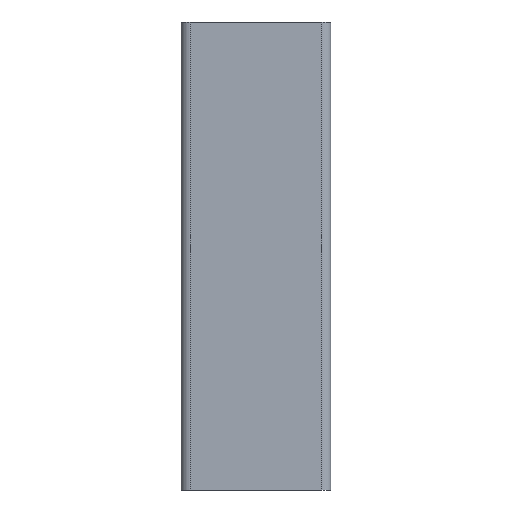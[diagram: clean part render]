
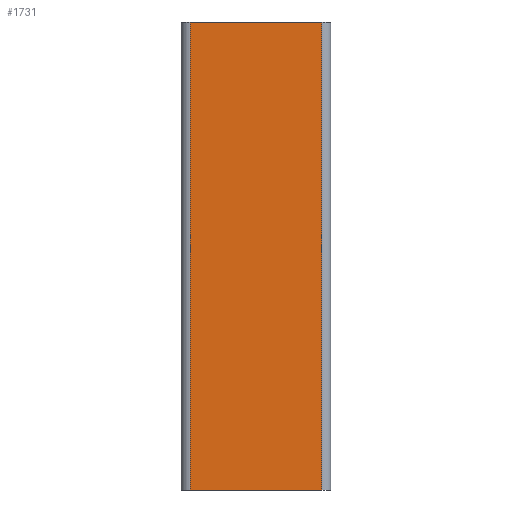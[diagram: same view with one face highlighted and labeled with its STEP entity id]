
A CAD part, left-side view. The second image highlights one B-rep face of the part: STEP entity #1731.
In plain terms, the highlighted planar face has unit normal (-1, 0, 0).
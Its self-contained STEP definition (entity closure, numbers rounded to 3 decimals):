
#1010=CARTESIAN_POINT('',(-9.5,-7.5,0.0));
#1011=VERTEX_POINT('',#1010);
#1019=CARTESIAN_POINT('',(-9.5,20.5,0.0));
#1020=VERTEX_POINT('',#1019);
#1021=CARTESIAN_POINT('',(-9.5,-7.5,0.0));
#1022=DIRECTION('',(0.0,1.0,0.0));
#1023=VECTOR('',#1022,28.);
#1024=LINE('',#1021,#1023);
#1025=EDGE_CURVE('',#1011,#1020,#1024,.T.);
#1396=CARTESIAN_POINT('',(-9.5,20.5,100.0));
#1397=VERTEX_POINT('',#1396);
#1405=CARTESIAN_POINT('',(-9.5,-7.5,100.0));
#1406=VERTEX_POINT('',#1405);
#1407=CARTESIAN_POINT('',(-9.5,-7.5,100.0));
#1408=DIRECTION('',(0.0,1.0,0.0));
#1409=VECTOR('',#1408,28.);
#1410=LINE('',#1407,#1409);
#1411=EDGE_CURVE('',#1406,#1397,#1410,.T.);
#1704=CARTESIAN_POINT('',(-9.5,-7.5,0.0));
#1705=DIRECTION('',(0.0,0.0,1.0));
#1706=VECTOR('',#1705,100.0);
#1707=LINE('',#1704,#1706);
#1708=EDGE_CURVE('',#1011,#1406,#1707,.T.);
#1715=CARTESIAN_POINT('',(-9.5,-7.5,0.0));
#1716=DIRECTION('',(-1.0,0.0,0.0));
#1717=DIRECTION('',(0.0,0.0,1.0));
#1718=AXIS2_PLACEMENT_3D('',#1715,#1716,#1717);
#1719=PLANE('',#1718);
#1720=ORIENTED_EDGE('',*,*,#1411,.T.);
#1721=CARTESIAN_POINT('',(-9.5,20.5,0.0));
#1722=DIRECTION('',(0.0,0.0,1.0));
#1723=VECTOR('',#1722,100.0);
#1724=LINE('',#1721,#1723);
#1725=EDGE_CURVE('',#1020,#1397,#1724,.T.);
#1726=ORIENTED_EDGE('',*,*,#1725,.F.);
#1727=ORIENTED_EDGE('',*,*,#1025,.F.);
#1728=ORIENTED_EDGE('',*,*,#1708,.T.);
#1729=EDGE_LOOP('',(#1720,#1726,#1727,#1728));
#1730=FACE_OUTER_BOUND('',#1729,.T.);
#1731=ADVANCED_FACE('',(#1730),#1719,.T.);
